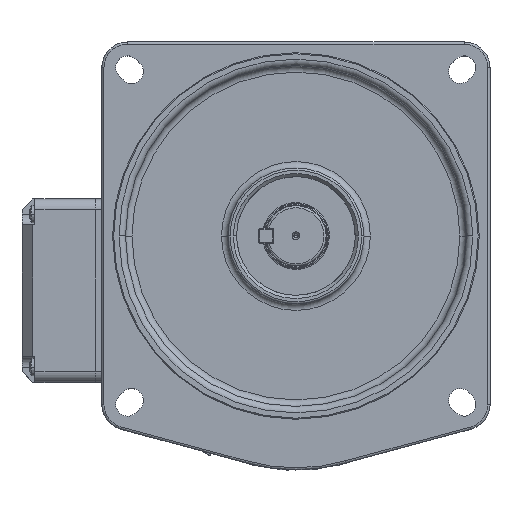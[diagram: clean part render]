
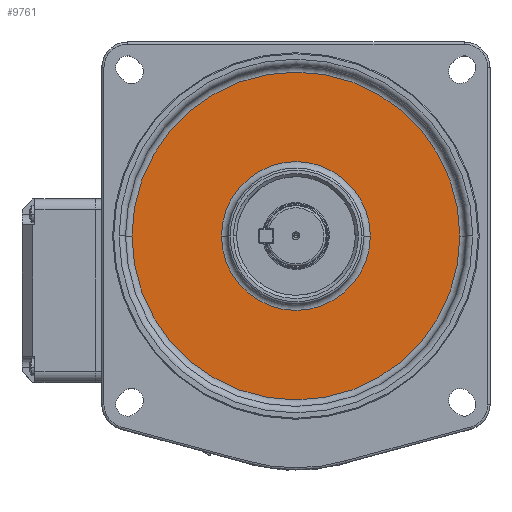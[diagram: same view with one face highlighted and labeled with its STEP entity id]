
A CAD part, top view. The second image highlights one B-rep face of the part: STEP entity #9761.
In plain terms, the highlighted face is planar.
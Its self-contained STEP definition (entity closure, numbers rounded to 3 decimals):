
#35 = VERTEX_POINT ( 'NONE', #26133 ) ;
#36 = VERTEX_POINT ( 'NONE', #26132 ) ;
#132 = VERTEX_POINT ( 'NONE', #26279 ) ;
#154 = EDGE_CURVE ( 'NONE', #36, #35, #26312, .T. ) ;
#155 = VERTEX_POINT ( 'NONE', #26307 ) ;
#202 = EDGE_CURVE ( 'NONE', #132, #155, #26444, .T. ) ;
#8232 = EDGE_LOOP ( 'NONE', ( #8307, #9705 ) ) ;
#8307 = ORIENTED_EDGE ( 'NONE', *, *, #9037, .T. ) ;
#8322 = EDGE_LOOP ( 'NONE', ( #9188, #8911 ) ) ;
#8911 = ORIENTED_EDGE ( 'NONE', *, *, #9101, .T. ) ;
#9037 = EDGE_CURVE ( 'NONE', #155, #132, #42272, .T. ) ;
#9101 = EDGE_CURVE ( 'NONE', #35, #36, #42564, .T. ) ;
#9188 = ORIENTED_EDGE ( 'NONE', *, *, #154, .T. ) ;
#9705 = ORIENTED_EDGE ( 'NONE', *, *, #202, .T. ) ;
#9761 = ADVANCED_FACE ( 'NONE', ( #44290, #44407 ), #44288, .T. ) ;
#26132 = CARTESIAN_POINT ( 'NONE',  ( -34.5, 25., -84.5 ) ) ;
#26133 = CARTESIAN_POINT ( 'NONE',  ( 34.5, 25., -84.5 ) ) ;
#26279 = CARTESIAN_POINT ( 'NONE',  ( 76., 25., -84.5 ) ) ;
#26302 = AXIS2_PLACEMENT_3D ( 'NONE', #26306, #26359, #26358 ) ;
#26306 = CARTESIAN_POINT ( 'NONE',  ( 0., 25., -84.5 ) ) ;
#26307 = CARTESIAN_POINT ( 'NONE',  ( -76., 25., -84.5 ) ) ;
#26312 = CIRCLE ( 'NONE', #26302, 34.5 ) ;
#26358 = DIRECTION ( 'NONE',  ( -1., 0., 0. ) ) ;
#26359 = DIRECTION ( 'NONE',  ( 0., 0., 1. ) ) ;
#26405 = CARTESIAN_POINT ( 'NONE',  ( 0., 25., -84.5 ) ) ;
#26427 = DIRECTION ( 'NONE',  ( -1., 0., 0. ) ) ;
#26428 = DIRECTION ( 'NONE',  ( 0., 0., -1. ) ) ;
#26444 = CIRCLE ( 'NONE', #26452, 76. ) ;
#26452 = AXIS2_PLACEMENT_3D ( 'NONE', #26405, #26428, #26427 ) ;
#42258 = AXIS2_PLACEMENT_3D ( 'NONE', #42379, #42361, #42359 ) ;
#42272 = CIRCLE ( 'NONE', #42258, 76. ) ;
#42359 = DIRECTION ( 'NONE',  ( -1., 0., 0. ) ) ;
#42361 = DIRECTION ( 'NONE',  ( 0., 0., -1. ) ) ;
#42379 = CARTESIAN_POINT ( 'NONE',  ( 0., 25., -84.5 ) ) ;
#42557 = DIRECTION ( 'NONE',  ( -1., 0., 0. ) ) ;
#42559 = DIRECTION ( 'NONE',  ( 0., 0., 1. ) ) ;
#42561 = CARTESIAN_POINT ( 'NONE',  ( 0., 25., -84.5 ) ) ;
#42563 = AXIS2_PLACEMENT_3D ( 'NONE', #42561, #42559, #42557 ) ;
#42564 = CIRCLE ( 'NONE', #42563, 34.5 ) ;
#44279 = DIRECTION ( 'NONE',  ( -1., 0., 0. ) ) ;
#44281 = CARTESIAN_POINT ( 'NONE',  ( -208.565, 15.75, -84.5 ) ) ;
#44283 = DIRECTION ( 'NONE',  ( 0., 0., -1. ) ) ;
#44288 = PLANE ( 'NONE',  #44319 ) ;
#44290 = FACE_OUTER_BOUND ( 'NONE', #8232, .T. ) ;
#44319 = AXIS2_PLACEMENT_3D ( 'NONE', #44281, #44283, #44279 ) ;
#44407 = FACE_BOUND ( 'NONE', #8322, .T. ) ;
